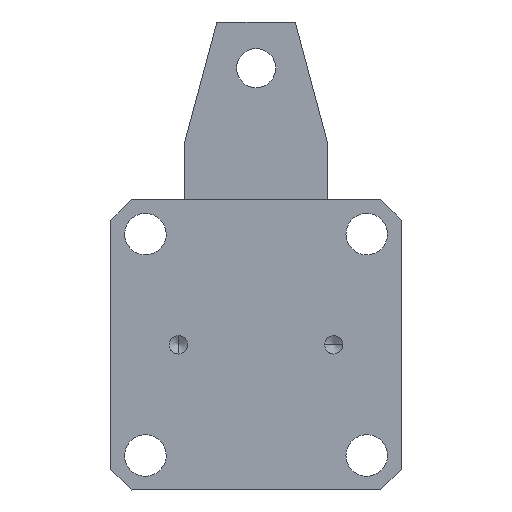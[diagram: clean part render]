
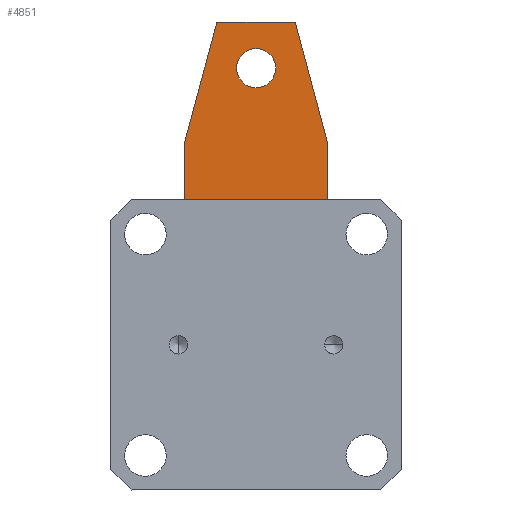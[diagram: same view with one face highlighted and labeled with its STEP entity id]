
A CAD part, front view. The second image highlights one B-rep face of the part: STEP entity #4851.
In plain terms, the highlighted planar face has unit normal (0, -1, 0).
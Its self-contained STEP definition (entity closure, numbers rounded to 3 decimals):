
#388 = CIRCLE ( 'NONE', #3759, 11.2 ) ;
#642 = ORIENTED_EDGE ( 'NONE', *, *, #4991, .F. ) ;
#731 = LINE ( 'NONE', #17527, #16513 ) ;
#913 = EDGE_CURVE ( 'NONE', #3251, #16520, #17980, .T. ) ;
#1110 = VERTEX_POINT ( 'NONE', #21200 ) ;
#1155 = VERTEX_POINT ( 'NONE', #5809 ) ;
#1519 = CIRCLE ( 'NONE', #14075, 11.2 ) ;
#1547 = ORIENTED_EDGE ( 'NONE', *, *, #12724, .F. ) ;
#1562 = CARTESIAN_POINT ( 'NONE',  ( -43.876, 0., -15.5 ) ) ;
#1867 = CARTESIAN_POINT ( 'NONE',  ( -27., 0., -15.5 ) ) ;
#2017 = AXIS2_PLACEMENT_3D ( 'NONE', #12184, #4941, #8643 ) ;
#2212 = DIRECTION ( 'NONE',  ( -0.707, 0., -0.707 ) ) ;
#2341 = VECTOR ( 'NONE', #18298, 1000. ) ;
#3251 = VERTEX_POINT ( 'NONE', #9063 ) ;
#3275 = EDGE_CURVE ( 'NONE', #5123, #13879, #8191, .T. ) ;
#3575 = AXIS2_PLACEMENT_3D ( 'NONE', #12567, #19948, #12640 ) ;
#3712 = ORIENTED_EDGE ( 'NONE', *, *, #20582, .F. ) ;
#3759 = AXIS2_PLACEMENT_3D ( 'NONE', #12584, #5120, #14508 ) ;
#4054 = DIRECTION ( 'NONE',  ( 1., 0., 0. ) ) ;
#4167 = DIRECTION ( 'NONE',  ( 0., 0., 1. ) ) ;
#4528 = DIRECTION ( 'NONE',  ( 0., -1., 0. ) ) ;
#4690 = DIRECTION ( 'NONE',  ( 1., 0., 0. ) ) ;
#4777 = EDGE_CURVE ( 'NONE', #17793, #22778, #18818, .T. ) ;
#4803 = DIRECTION ( 'NONE',  ( 0., -1., 0. ) ) ;
#4851 = ADVANCED_FACE ( 'NONE', ( #13929, #22538, #18232 ), #14180, .F. ) ;
#4941 = DIRECTION ( 'NONE',  ( 0., -1., 0. ) ) ;
#4991 = EDGE_CURVE ( 'NONE', #16520, #3251, #20831, .T. ) ;
#5020 = LINE ( 'NONE', #1867, #16521 ) ;
#5120 = DIRECTION ( 'NONE',  ( 0., -1., 0. ) ) ;
#5123 = VERTEX_POINT ( 'NONE', #17720 ) ;
#5281 = VERTEX_POINT ( 'NONE', #11680 ) ;
#5809 = CARTESIAN_POINT ( 'NONE',  ( -70., 0., 8.5 ) ) ;
#5863 = VECTOR ( 'NONE', #4167, 1000. ) ;
#5895 = VECTOR ( 'NONE', #2212, 1000. ) ;
#6015 = EDGE_CURVE ( 'NONE', #1155, #5123, #15633, .T. ) ;
#6438 = CARTESIAN_POINT ( 'NONE',  ( 12., 0., -15.5 ) ) ;
#6643 = EDGE_CURVE ( 'NONE', #15852, #1110, #388, .T. ) ;
#6650 = DIRECTION ( 'NONE',  ( 0., 0., 1. ) ) ;
#6679 = CARTESIAN_POINT ( 'NONE',  ( -60., 0., 4.25 ) ) ;
#7275 = EDGE_CURVE ( 'NONE', #1110, #15852, #1519, .T. ) ;
#7292 = CARTESIAN_POINT ( 'NONE',  ( 16., 0., 0. ) ) ;
#7915 = ORIENTED_EDGE ( 'NONE', *, *, #16388, .F. ) ;
#7981 = EDGE_LOOP ( 'NONE', ( #23455, #21990, #19604, #15794, #3712, #11395, #1547, #7915 ) ) ;
#8076 = LINE ( 'NONE', #8742, #23303 ) ;
#8191 = LINE ( 'NONE', #22379, #12503 ) ;
#8298 = DIRECTION ( 'NONE',  ( 0.707, 0., -0.707 ) ) ;
#8338 = AXIS2_PLACEMENT_3D ( 'NONE', #10418, #4803, #6650 ) ;
#8447 = CARTESIAN_POINT ( 'NONE',  ( -70., 0., -8.5 ) ) ;
#8643 = DIRECTION ( 'NONE',  ( 0., 0., 1. ) ) ;
#8742 = CARTESIAN_POINT ( 'NONE',  ( -43.876, 0., -15.5 ) ) ;
#8867 = DIRECTION ( 'NONE',  ( -1., 0., 0. ) ) ;
#9063 = CARTESIAN_POINT ( 'NONE',  ( -60., 0., -4.25 ) ) ;
#9073 = VERTEX_POINT ( 'NONE', #8447 ) ;
#9585 = VECTOR ( 'NONE', #23628, 1000. ) ;
#10418 = CARTESIAN_POINT ( 'NONE',  ( -60., 0., 0. ) ) ;
#11395 = ORIENTED_EDGE ( 'NONE', *, *, #4777, .F. ) ;
#11680 = CARTESIAN_POINT ( 'NONE',  ( 16., 0., 11.5 ) ) ;
#12184 = CARTESIAN_POINT ( 'NONE',  ( -60., 0., 0. ) ) ;
#12286 = CARTESIAN_POINT ( 'NONE',  ( -70., 0., 8.5 ) ) ;
#12483 = ORIENTED_EDGE ( 'NONE', *, *, #6643, .F. ) ;
#12503 = VECTOR ( 'NONE', #4054, 1000. ) ;
#12567 = CARTESIAN_POINT ( 'NONE',  ( -70., 0., -15.5 ) ) ;
#12569 = ORIENTED_EDGE ( 'NONE', *, *, #7275, .F. ) ;
#12584 = CARTESIAN_POINT ( 'NONE',  ( 0., 0., 0. ) ) ;
#12640 = DIRECTION ( 'NONE',  ( 0., 0., 1. ) ) ;
#12724 = EDGE_CURVE ( 'NONE', #5281, #17793, #13853, .T. ) ;
#13140 = ORIENTED_EDGE ( 'NONE', *, *, #913, .F. ) ;
#13853 = LINE ( 'NONE', #7292, #2341 ) ;
#13879 = VERTEX_POINT ( 'NONE', #23564 ) ;
#13929 = FACE_BOUND ( 'NONE', #20519, .T. ) ;
#14075 = AXIS2_PLACEMENT_3D ( 'NONE', #15375, #4528, #4690 ) ;
#14180 = PLANE ( 'NONE',  #3575 ) ;
#14487 = EDGE_CURVE ( 'NONE', #20521, #9073, #8076, .T. ) ;
#14508 = DIRECTION ( 'NONE',  ( 1., 0., 0. ) ) ;
#15172 = CARTESIAN_POINT ( 'NONE',  ( -70., 0., 0. ) ) ;
#15375 = CARTESIAN_POINT ( 'NONE',  ( 0., 0., 0. ) ) ;
#15633 = LINE ( 'NONE', #12286, #9585 ) ;
#15794 = ORIENTED_EDGE ( 'NONE', *, *, #14487, .F. ) ;
#15852 = VERTEX_POINT ( 'NONE', #22978 ) ;
#16388 = EDGE_CURVE ( 'NONE', #13879, #5281, #731, .T. ) ;
#16513 = VECTOR ( 'NONE', #8298, 1000. ) ;
#16520 = VERTEX_POINT ( 'NONE', #6679 ) ;
#16521 = VECTOR ( 'NONE', #8867, 1000. ) ;
#16704 = EDGE_CURVE ( 'NONE', #9073, #1155, #18840, .T. ) ;
#17527 = CARTESIAN_POINT ( 'NONE',  ( 12., 0., 15.5 ) ) ;
#17720 = CARTESIAN_POINT ( 'NONE',  ( -43.876, 0., 15.5 ) ) ;
#17793 = VERTEX_POINT ( 'NONE', #21306 ) ;
#17980 = CIRCLE ( 'NONE', #8338, 4.25 ) ;
#18232 = FACE_OUTER_BOUND ( 'NONE', #7981, .T. ) ;
#18298 = DIRECTION ( 'NONE',  ( 0., 0., -1. ) ) ;
#18447 = CARTESIAN_POINT ( 'NONE',  ( 16., 0., -11.5 ) ) ;
#18818 = LINE ( 'NONE', #18447, #5895 ) ;
#18840 = LINE ( 'NONE', #15172, #5863 ) ;
#19604 = ORIENTED_EDGE ( 'NONE', *, *, #16704, .F. ) ;
#19948 = DIRECTION ( 'NONE',  ( 0., 1., 0. ) ) ;
#20519 = EDGE_LOOP ( 'NONE', ( #12483, #12569 ) ) ;
#20521 = VERTEX_POINT ( 'NONE', #1562 ) ;
#20582 = EDGE_CURVE ( 'NONE', #22778, #20521, #5020, .T. ) ;
#20831 = CIRCLE ( 'NONE', #2017, 4.25 ) ;
#21200 = CARTESIAN_POINT ( 'NONE',  ( -11.2, 0., 0. ) ) ;
#21306 = CARTESIAN_POINT ( 'NONE',  ( 16., 0., -11.5 ) ) ;
#21990 = ORIENTED_EDGE ( 'NONE', *, *, #6015, .F. ) ;
#22379 = CARTESIAN_POINT ( 'NONE',  ( -27., 0., 15.5 ) ) ;
#22393 = EDGE_LOOP ( 'NONE', ( #642, #13140 ) ) ;
#22538 = FACE_BOUND ( 'NONE', #22393, .T. ) ;
#22778 = VERTEX_POINT ( 'NONE', #6438 ) ;
#22978 = CARTESIAN_POINT ( 'NONE',  ( 11.2, 0., 0. ) ) ;
#23303 = VECTOR ( 'NONE', #23505, 1000. ) ;
#23455 = ORIENTED_EDGE ( 'NONE', *, *, #3275, .F. ) ;
#23505 = DIRECTION ( 'NONE',  ( -0.966, 0., 0.259 ) ) ;
#23564 = CARTESIAN_POINT ( 'NONE',  ( 12., 0., 15.5 ) ) ;
#23628 = DIRECTION ( 'NONE',  ( 0.966, 0., 0.259 ) ) ;
